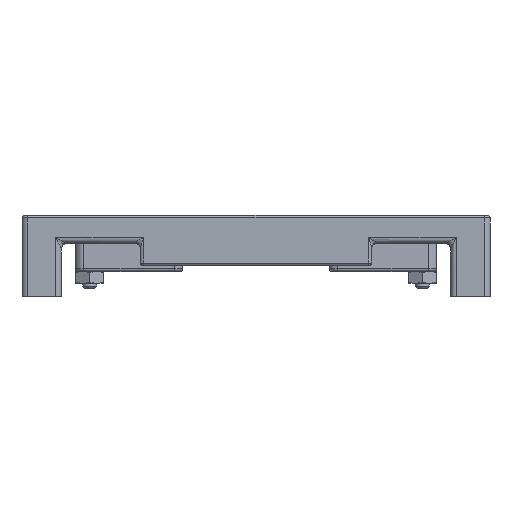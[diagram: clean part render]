
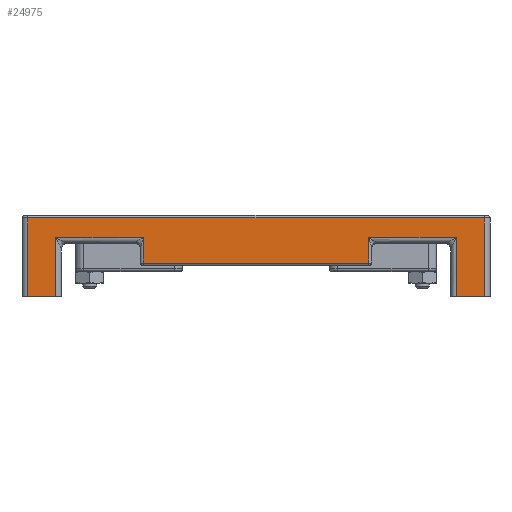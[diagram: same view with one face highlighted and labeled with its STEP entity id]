
A CAD part, front view. The second image highlights one B-rep face of the part: STEP entity #24975.
In plain terms, the highlighted planar face has unit normal (0, -1, 0).
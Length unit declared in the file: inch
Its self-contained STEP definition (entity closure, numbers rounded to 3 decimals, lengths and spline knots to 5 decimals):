
#4128=DIRECTION('',(0.,0.,-1.));
#4129=VECTOR('',#4128,0.17717);
#4130=CARTESIAN_POINT('',(0.7874,-0.82677,
0.03937));
#4131=LINE('',#4130,#4129);
#4132=DIRECTION('',(-1.,0.,0.));
#4133=VECTOR('',#4132,1.5748);
#4134=CARTESIAN_POINT('',(0.7874,-0.82677,
-0.1378));
#4135=LINE('',#4134,#4133);
#4136=DIRECTION('',(0.,0.,1.));
#4137=VECTOR('',#4136,0.17717);
#4138=CARTESIAN_POINT('',(-0.7874,-0.82677,
-0.1378));
#4139=LINE('',#4138,#4137);
#4140=DIRECTION('',(0.,0.,1.));
#4141=VECTOR('',#4140,0.55118);
#4142=CARTESIAN_POINT('',(-1.59449,-0.82677,
-0.37402));
#4143=LINE('',#4142,#4141);
#4144=DIRECTION('',(1.,0.,0.));
#4145=VECTOR('',#4144,3.18898);
#4146=CARTESIAN_POINT('',(-1.59449,-0.82677,
0.17717));
#4147=LINE('',#4146,#4145);
#4148=DIRECTION('',(0.,0.,-1.));
#4149=VECTOR('',#4148,0.55118);
#4150=CARTESIAN_POINT('',(1.59449,-0.82677,
0.17717));
#4151=LINE('',#4150,#4149);
#4172=DIRECTION('',(1.,0.,0.));
#4173=VECTOR('',#4172,0.61024);
#4174=CARTESIAN_POINT('',(0.7874,-0.82677,
0.03937));
#4175=LINE('',#4174,#4173);
#4246=DIRECTION('',(0.,0.,-1.));
#4247=VECTOR('',#4246,0.41339);
#4248=CARTESIAN_POINT('',(1.39764,-0.82677,
0.03937));
#4249=LINE('',#4248,#4247);
#5339=DIRECTION('',(-1.,0.,0.));
#5340=VECTOR('',#5339,0.19685);
#5341=CARTESIAN_POINT('',(1.59449,-0.82677,
-0.37402));
#5342=LINE('',#5341,#5340);
#5637=DIRECTION('',(-1.,0.,0.));
#5638=VECTOR('',#5637,0.19685);
#5639=CARTESIAN_POINT('',(-1.39764,-0.82677,
-0.37402));
#5640=LINE('',#5639,#5638);
#5678=DIRECTION('',(0.,0.,1.));
#5679=VECTOR('',#5678,0.41339);
#5680=CARTESIAN_POINT('',(-1.39764,-0.82677,
-0.37402));
#5681=LINE('',#5680,#5679);
#5721=DIRECTION('',(1.,0.,0.));
#5722=VECTOR('',#5721,0.61024);
#5723=CARTESIAN_POINT('',(-1.39764,-0.82677,
0.03937));
#5724=LINE('',#5723,#5722);
#15241=CARTESIAN_POINT('',(1.59449,-0.82677,
-0.37402));
#15243=VERTEX_POINT('',#15241);
#15252=CARTESIAN_POINT('',(-1.59449,-0.82677,
-0.37402));
#15254=VERTEX_POINT('',#15252);
#15256=CARTESIAN_POINT('',(1.39764,-0.82677,
-0.37402));
#15257=VERTEX_POINT('',#15256);
#15274=CARTESIAN_POINT('',(-1.39764,-0.82677,
-0.37402));
#15275=VERTEX_POINT('',#15274);
#15280=CARTESIAN_POINT('',(1.59449,-0.82677,
0.17717));
#15282=VERTEX_POINT('',#15280);
#15306=CARTESIAN_POINT('',(-1.59449,-0.82677,
0.17717));
#15307=VERTEX_POINT('',#15306);
#15352=CARTESIAN_POINT('',(0.7874,-0.82677,
-0.1378));
#15353=CARTESIAN_POINT('',(-0.7874,-0.82677,
-0.1378));
#15354=VERTEX_POINT('',#15352);
#15355=VERTEX_POINT('',#15353);
#15468=CARTESIAN_POINT('',(1.39764,-0.82677,
0.03937));
#15469=VERTEX_POINT('',#15468);
#15470=CARTESIAN_POINT('',(-1.39764,-0.82677,
0.03937));
#15471=VERTEX_POINT('',#15470);
#15488=CARTESIAN_POINT('',(0.7874,-0.82677,
0.03937));
#15489=VERTEX_POINT('',#15488);
#15490=CARTESIAN_POINT('',(-0.7874,-0.82677,
0.03937));
#15491=VERTEX_POINT('',#15490);
#24945=CARTESIAN_POINT('',(-1.63386,-0.82677,0.));
#24946=DIRECTION('',(0.,-1.,0.));
#24947=DIRECTION('',(1.,0.,0.));
#24948=AXIS2_PLACEMENT_3D('',#24945,#24946,#24947);
#24949=PLANE('',#24948);
#24951=ORIENTED_EDGE('',*,*,#24950,.T.);
#24952=ORIENTED_EDGE('',*,*,#24936,.T.);
#24954=ORIENTED_EDGE('',*,*,#24953,.T.);
#24956=ORIENTED_EDGE('',*,*,#24955,.F.);
#24958=ORIENTED_EDGE('',*,*,#24957,.F.);
#24960=ORIENTED_EDGE('',*,*,#24959,.T.);
#24962=ORIENTED_EDGE('',*,*,#24961,.T.);
#24964=ORIENTED_EDGE('',*,*,#24963,.T.);
#24966=ORIENTED_EDGE('',*,*,#24965,.T.);
#24968=ORIENTED_EDGE('',*,*,#24967,.T.);
#24970=ORIENTED_EDGE('',*,*,#24969,.F.);
#24972=ORIENTED_EDGE('',*,*,#24971,.F.);
#24973=EDGE_LOOP('',(#24951,#24952,#24954,#24956,#24958,#24960,#24962,#24964,
#24966,#24968,#24970,#24972));
#24974=FACE_OUTER_BOUND('',#24973,.F.);
#24975=ADVANCED_FACE('',(#24974),#24949,.T.);
#24936=EDGE_CURVE('',#15354,#15355,#4135,.T.);
#24950=EDGE_CURVE('',#15489,#15354,#4131,.T.);
#24953=EDGE_CURVE('',#15355,#15491,#4139,.T.);
#24955=EDGE_CURVE('',#15471,#15491,#5724,.T.);
#24957=EDGE_CURVE('',#15275,#15471,#5681,.T.);
#24959=EDGE_CURVE('',#15275,#15254,#5640,.T.);
#24961=EDGE_CURVE('',#15254,#15307,#4143,.T.);
#24963=EDGE_CURVE('',#15307,#15282,#4147,.T.);
#24965=EDGE_CURVE('',#15282,#15243,#4151,.T.);
#24967=EDGE_CURVE('',#15243,#15257,#5342,.T.);
#24969=EDGE_CURVE('',#15469,#15257,#4249,.T.);
#24971=EDGE_CURVE('',#15489,#15469,#4175,.T.);
